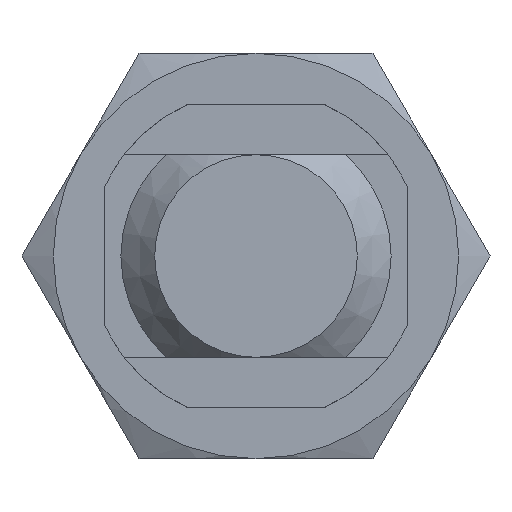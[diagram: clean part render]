
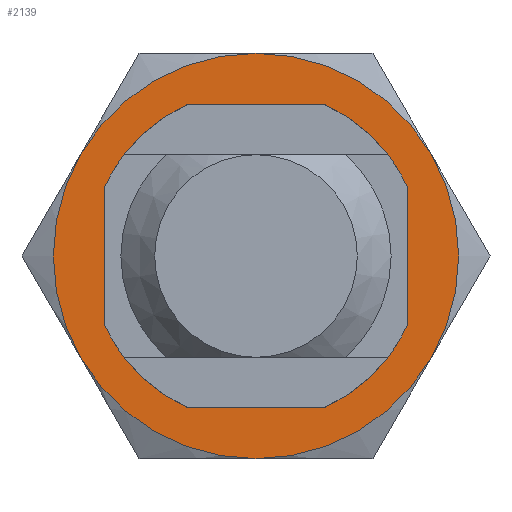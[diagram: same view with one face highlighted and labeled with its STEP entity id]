
A CAD part, left-side view. The second image highlights one B-rep face of the part: STEP entity #2139.
In plain terms, the highlighted planar face has unit normal (-1, 0, 0).
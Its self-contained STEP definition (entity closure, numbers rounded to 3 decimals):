
#86 = CIRCLE ( 'NONE', #679, 12. ) ;
#323 = CIRCLE ( 'NONE', #2728, 12. ) ;
#336 = FACE_OUTER_BOUND ( 'NONE', #2954, .T. ) ;
#405 = CARTESIAN_POINT ( 'NONE',  ( 4., 0., 0. ) ) ;
#467 = VERTEX_POINT ( 'NONE', #4438 ) ;
#532 = CIRCLE ( 'NONE', #683, 8. ) ;
#600 = ORIENTED_EDGE ( 'NONE', *, *, #4303, .T. ) ;
#622 = CARTESIAN_POINT ( 'NONE',  ( 4., 0., 0. ) ) ;
#679 = AXIS2_PLACEMENT_3D ( 'NONE', #1931, #4462, #936 ) ;
#683 = AXIS2_PLACEMENT_3D ( 'NONE', #929, #2361, #2638 ) ;
#693 = ORIENTED_EDGE ( 'NONE', *, *, #1715, .T. ) ;
#770 = ORIENTED_EDGE ( 'NONE', *, *, #1988, .F. ) ;
#841 = VERTEX_POINT ( 'NONE', #4101 ) ;
#896 = DIRECTION ( 'NONE',  ( 0., 0., -1. ) ) ;
#923 = CARTESIAN_POINT ( 'NONE',  ( 4., 0., 8. ) ) ;
#929 = CARTESIAN_POINT ( 'NONE',  ( 4., 0., 0. ) ) ;
#936 = DIRECTION ( 'NONE',  ( 0., 0., -1. ) ) ;
#1052 = DIRECTION ( 'NONE',  ( 0., 0., -1. ) ) ;
#1197 = VERTEX_POINT ( 'NONE', #4006 ) ;
#1398 = AXIS2_PLACEMENT_3D ( 'NONE', #405, #1835, #3377 ) ;
#1435 = EDGE_LOOP ( 'NONE', ( #2777, #770 ) ) ;
#1520 = AXIS2_PLACEMENT_3D ( 'NONE', #3050, #3680, #896 ) ;
#1531 = CARTESIAN_POINT ( 'NONE',  ( 4., 0., -12. ) ) ;
#1590 = EDGE_CURVE ( 'NONE', #1592, #841, #86, .T. ) ;
#1592 = VERTEX_POINT ( 'NONE', #1633 ) ;
#1633 = CARTESIAN_POINT ( 'NONE',  ( 4., 0., 12. ) ) ;
#1692 = CARTESIAN_POINT ( 'NONE',  ( 4., -10.392, 6. ) ) ;
#1715 = EDGE_CURVE ( 'NONE', #841, #2672, #4267, .T. ) ;
#1739 = DIRECTION ( 'NONE',  ( -1., 0., 0. ) ) ;
#1769 = PLANE ( 'NONE',  #3596 ) ;
#1835 = DIRECTION ( 'NONE',  ( -1., 0., 0. ) ) ;
#1931 = CARTESIAN_POINT ( 'NONE',  ( 4., 0., 0. ) ) ;
#1978 = AXIS2_PLACEMENT_3D ( 'NONE', #2801, #2072, #3879 ) ;
#1988 = EDGE_CURVE ( 'NONE', #3586, #467, #532, .T. ) ;
#2020 = EDGE_CURVE ( 'NONE', #467, #3586, #4272, .T. ) ;
#2072 = DIRECTION ( 'NONE',  ( -1., 0., 0. ) ) ;
#2100 = CARTESIAN_POINT ( 'NONE',  ( 4., 0., 0. ) ) ;
#2139 = ADVANCED_FACE ( 'NONE', ( #2145, #336 ), #1769, .F. ) ;
#2145 = FACE_BOUND ( 'NONE', #1435, .T. ) ;
#2349 = VERTEX_POINT ( 'NONE', #1692 ) ;
#2353 = CIRCLE ( 'NONE', #1520, 12. ) ;
#2361 = DIRECTION ( 'NONE',  ( -1., 0., 0. ) ) ;
#2433 = ORIENTED_EDGE ( 'NONE', *, *, #1590, .T. ) ;
#2448 = DIRECTION ( 'NONE',  ( -1., 0., 0. ) ) ;
#2505 = CIRCLE ( 'NONE', #1978, 12. ) ;
#2638 = DIRECTION ( 'NONE',  ( 0., 0., -1. ) ) ;
#2672 = VERTEX_POINT ( 'NONE', #4419 ) ;
#2728 = AXIS2_PLACEMENT_3D ( 'NONE', #2794, #1739, #3168 ) ;
#2777 = ORIENTED_EDGE ( 'NONE', *, *, #2020, .F. ) ;
#2794 = CARTESIAN_POINT ( 'NONE',  ( 4., 0., 0. ) ) ;
#2801 = CARTESIAN_POINT ( 'NONE',  ( 4., 0., 0. ) ) ;
#2827 = DIRECTION ( 'NONE',  ( -1., 0., 0. ) ) ;
#2954 = EDGE_LOOP ( 'NONE', ( #3201, #3261, #4075, #2433, #693, #600 ) ) ;
#3015 = VERTEX_POINT ( 'NONE', #1531 ) ;
#3050 = CARTESIAN_POINT ( 'NONE',  ( 4., 0., 0. ) ) ;
#3168 = DIRECTION ( 'NONE',  ( 0., 0., -1. ) ) ;
#3196 = DIRECTION ( 'NONE',  ( 1., 0., 0. ) ) ;
#3201 = ORIENTED_EDGE ( 'NONE', *, *, #3675, .T. ) ;
#3219 = CARTESIAN_POINT ( 'NONE',  ( 4., 0., 0. ) ) ;
#3261 = ORIENTED_EDGE ( 'NONE', *, *, #3774, .T. ) ;
#3347 = EDGE_CURVE ( 'NONE', #2349, #1592, #2505, .T. ) ;
#3377 = DIRECTION ( 'NONE',  ( 0., 0., -1. ) ) ;
#3586 = VERTEX_POINT ( 'NONE', #923 ) ;
#3596 = AXIS2_PLACEMENT_3D ( 'NONE', #3219, #3196, #4265 ) ;
#3637 = CIRCLE ( 'NONE', #1398, 12. ) ;
#3675 = EDGE_CURVE ( 'NONE', #3015, #1197, #2353, .T. ) ;
#3680 = DIRECTION ( 'NONE',  ( -1., 0., 0. ) ) ;
#3774 = EDGE_CURVE ( 'NONE', #1197, #2349, #323, .T. ) ;
#3879 = DIRECTION ( 'NONE',  ( 0., 0., -1. ) ) ;
#4006 = CARTESIAN_POINT ( 'NONE',  ( 4., -10.392, -6. ) ) ;
#4047 = AXIS2_PLACEMENT_3D ( 'NONE', #2100, #2827, #1052 ) ;
#4075 = ORIENTED_EDGE ( 'NONE', *, *, #3347, .T. ) ;
#4101 = CARTESIAN_POINT ( 'NONE',  ( 4., 10.392, 6. ) ) ;
#4265 = DIRECTION ( 'NONE',  ( 0., -1., 0. ) ) ;
#4267 = CIRCLE ( 'NONE', #4047, 12. ) ;
#4272 = CIRCLE ( 'NONE', #4416, 8. ) ;
#4303 = EDGE_CURVE ( 'NONE', #2672, #3015, #3637, .T. ) ;
#4416 = AXIS2_PLACEMENT_3D ( 'NONE', #622, #2448, #4596 ) ;
#4419 = CARTESIAN_POINT ( 'NONE',  ( 4., 10.392, -6. ) ) ;
#4438 = CARTESIAN_POINT ( 'NONE',  ( 4., 0., -8. ) ) ;
#4462 = DIRECTION ( 'NONE',  ( -1., 0., 0. ) ) ;
#4596 = DIRECTION ( 'NONE',  ( 0., 0., -1. ) ) ;
